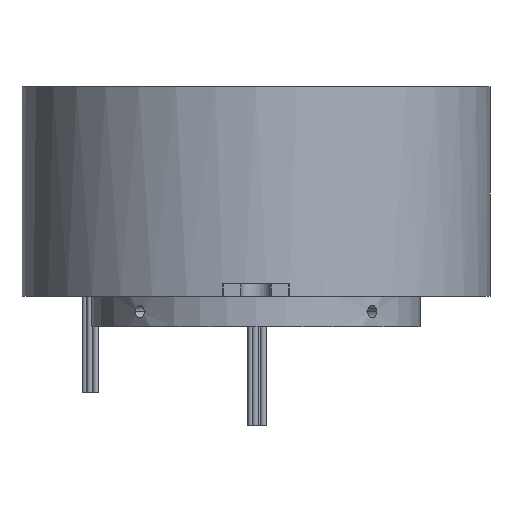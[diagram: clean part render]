
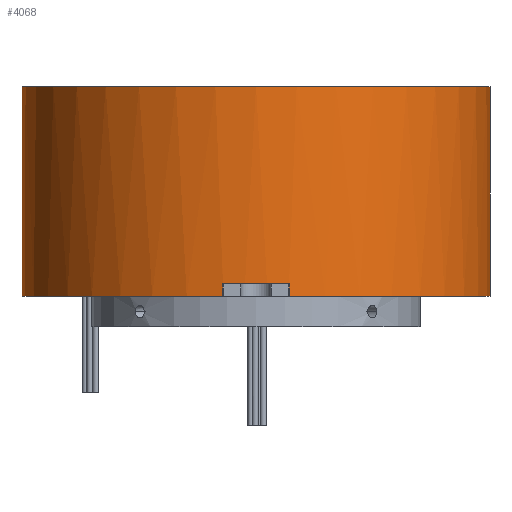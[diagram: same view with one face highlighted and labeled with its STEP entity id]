
A CAD part, front view. The second image highlights one B-rep face of the part: STEP entity #4068.
In plain terms, the highlighted cylindrical face has radius 92.5 mm (diameter 185 mm), a partial arc.
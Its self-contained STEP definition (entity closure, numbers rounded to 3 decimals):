
#160 = CARTESIAN_POINT ( 'NONE',  ( -92.5, 0., 12. ) ) ;
#161 = CARTESIAN_POINT ( 'NONE',  ( -13.1, -91.568, 12. ) ) ;
#214 = VERTEX_POINT ( 'NONE', #4198 ) ;
#458 = CARTESIAN_POINT ( 'NONE',  ( 0., 0., 12. ) ) ;
#464 = CARTESIAN_POINT ( 'NONE',  ( 92.5, 0., 95. ) ) ;
#568 = EDGE_CURVE ( 'NONE', #3798, #2331, #825, .T. ) ;
#676 = AXIS2_PLACEMENT_3D ( 'NONE', #458, #2935, #799 ) ;
#702 = DIRECTION ( 'NONE',  ( 0., 0., 1. ) ) ;
#703 = CARTESIAN_POINT ( 'NONE',  ( 0., 0., 95. ) ) ;
#769 = CARTESIAN_POINT ( 'NONE',  ( 0., 0., 95. ) ) ;
#771 = LINE ( 'NONE', #4346, #3509 ) ;
#799 = DIRECTION ( 'NONE',  ( 1., 0., 0. ) ) ;
#825 = LINE ( 'NONE', #1811, #930 ) ;
#908 = CIRCLE ( 'NONE', #2185, 92.5 ) ;
#930 = VECTOR ( 'NONE', #4292, 1000. ) ;
#965 = CARTESIAN_POINT ( 'NONE',  ( 92.5, 0., 12. ) ) ;
#987 = CARTESIAN_POINT ( 'NONE',  ( 13.1, -91.568, 17. ) ) ;
#1055 = CARTESIAN_POINT ( 'NONE',  ( -13.1, -91.568, 17. ) ) ;
#1056 = DIRECTION ( 'NONE',  ( 1., 0., 0. ) ) ;
#1106 = DIRECTION ( 'NONE',  ( -1., 0., 0. ) ) ;
#1111 = CARTESIAN_POINT ( 'NONE',  ( 0., 0., 17. ) ) ;
#1161 = CARTESIAN_POINT ( 'NONE',  ( 13.1, -91.568, 12. ) ) ;
#1216 = CARTESIAN_POINT ( 'NONE',  ( 0., 0., 17. ) ) ;
#1409 = ORIENTED_EDGE ( 'NONE', *, *, #3387, .T. ) ;
#1472 = DIRECTION ( 'NONE',  ( 1., 0., 0. ) ) ;
#1569 = DIRECTION ( 'NONE',  ( 1., 0., 0. ) ) ;
#1771 = ORIENTED_EDGE ( 'NONE', *, *, #3153, .F. ) ;
#1788 = DIRECTION ( 'NONE',  ( 0., 0., 1. ) ) ;
#1811 = CARTESIAN_POINT ( 'NONE',  ( 13.1, -91.568, 95. ) ) ;
#1832 = CYLINDRICAL_SURFACE ( 'NONE', #2963, 92.5 ) ;
#1940 = FACE_OUTER_BOUND ( 'NONE', #3086, .T. ) ;
#2037 = CIRCLE ( 'NONE', #4503, 92.5 ) ;
#2087 = VERTEX_POINT ( 'NONE', #464 ) ;
#2184 = DIRECTION ( 'NONE',  ( 0., 0., -1. ) ) ;
#2185 = AXIS2_PLACEMENT_3D ( 'NONE', #2833, #702, #3198 ) ;
#2234 = DIRECTION ( 'NONE',  ( 0., 0., -1. ) ) ;
#2263 = VECTOR ( 'NONE', #4500, 1000. ) ;
#2269 = CIRCLE ( 'NONE', #3015, 92.5 ) ;
#2318 = CIRCLE ( 'NONE', #4408, 92.5 ) ;
#2331 = VERTEX_POINT ( 'NONE', #1161 ) ;
#2413 = EDGE_CURVE ( 'NONE', #4248, #3528, #2705, .T. ) ;
#2607 = EDGE_CURVE ( 'NONE', #214, #2087, #2269, .T. ) ;
#2624 = ORIENTED_EDGE ( 'NONE', *, *, #3648, .T. ) ;
#2641 = DIRECTION ( 'NONE',  ( 0., 0., 1. ) ) ;
#2690 = VERTEX_POINT ( 'NONE', #4329 ) ;
#2705 = LINE ( 'NONE', #4403, #3656 ) ;
#2833 = CARTESIAN_POINT ( 'NONE',  ( 0., 0., 12. ) ) ;
#2935 = DIRECTION ( 'NONE',  ( 0., 0., 1. ) ) ;
#2963 = AXIS2_PLACEMENT_3D ( 'NONE', #769, #2184, #1106 ) ;
#3015 = AXIS2_PLACEMENT_3D ( 'NONE', #703, #3199, #1056 ) ;
#3086 = EDGE_LOOP ( 'NONE', ( #1771, #3872, #4239, #3444, #3643, #1409, #3451, #3541, #3507, #2624 ) ) ;
#3111 = CIRCLE ( 'NONE', #3841, 92.5 ) ;
#3153 = EDGE_CURVE ( 'NONE', #2087, #3780, #4362, .T. ) ;
#3198 = DIRECTION ( 'NONE',  ( 1., 0., 0. ) ) ;
#3199 = DIRECTION ( 'NONE',  ( 0., 0., 1. ) ) ;
#3206 = EDGE_CURVE ( 'NONE', #3360, #2690, #2037, .T. ) ;
#3360 = VERTEX_POINT ( 'NONE', #4027 ) ;
#3387 = EDGE_CURVE ( 'NONE', #3528, #3360, #2318, .T. ) ;
#3396 = VERTEX_POINT ( 'NONE', #160 ) ;
#3444 = ORIENTED_EDGE ( 'NONE', *, *, #3521, .T. ) ;
#3451 = ORIENTED_EDGE ( 'NONE', *, *, #3206, .T. ) ;
#3507 = ORIENTED_EDGE ( 'NONE', *, *, #568, .T. ) ;
#3509 = VECTOR ( 'NONE', #2234, 1000. ) ;
#3521 = EDGE_CURVE ( 'NONE', #3396, #4248, #908, .T. ) ;
#3528 = VERTEX_POINT ( 'NONE', #1055 ) ;
#3541 = ORIENTED_EDGE ( 'NONE', *, *, #4451, .T. ) ;
#3610 = DIRECTION ( 'NONE',  ( 0., 0., 1. ) ) ;
#3643 = ORIENTED_EDGE ( 'NONE', *, *, #2413, .T. ) ;
#3648 = EDGE_CURVE ( 'NONE', #2331, #3780, #4256, .T. ) ;
#3656 = VECTOR ( 'NONE', #2641, 1000. ) ;
#3706 = DIRECTION ( 'NONE',  ( 0., 0., 1. ) ) ;
#3780 = VERTEX_POINT ( 'NONE', #965 ) ;
#3798 = VERTEX_POINT ( 'NONE', #987 ) ;
#3841 = AXIS2_PLACEMENT_3D ( 'NONE', #1111, #3610, #1472 ) ;
#3872 = ORIENTED_EDGE ( 'NONE', *, *, #2607, .F. ) ;
#3920 = CARTESIAN_POINT ( 'NONE',  ( 0., 0., 17. ) ) ;
#4027 = CARTESIAN_POINT ( 'NONE',  ( -13., -91.582, 17. ) ) ;
#4068 = ADVANCED_FACE ( 'NONE', ( #1940 ), #1832, .T. ) ;
#4105 = EDGE_CURVE ( 'NONE', #214, #3396, #771, .T. ) ;
#4145 = CARTESIAN_POINT ( 'NONE',  ( 92.5, 0., 95. ) ) ;
#4198 = CARTESIAN_POINT ( 'NONE',  ( -92.5, 0., 95. ) ) ;
#4239 = ORIENTED_EDGE ( 'NONE', *, *, #4105, .T. ) ;
#4248 = VERTEX_POINT ( 'NONE', #161 ) ;
#4256 = CIRCLE ( 'NONE', #676, 92.5 ) ;
#4266 = DIRECTION ( 'NONE',  ( 1., 0., 0. ) ) ;
#4292 = DIRECTION ( 'NONE',  ( 0., 0., -1. ) ) ;
#4329 = CARTESIAN_POINT ( 'NONE',  ( 13., -91.582, 17. ) ) ;
#4346 = CARTESIAN_POINT ( 'NONE',  ( -92.5, 0., 95. ) ) ;
#4362 = LINE ( 'NONE', #4145, #2263 ) ;
#4403 = CARTESIAN_POINT ( 'NONE',  ( -13.1, -91.568, 95. ) ) ;
#4408 = AXIS2_PLACEMENT_3D ( 'NONE', #1216, #3706, #1569 ) ;
#4451 = EDGE_CURVE ( 'NONE', #2690, #3798, #3111, .T. ) ;
#4500 = DIRECTION ( 'NONE',  ( 0., 0., -1. ) ) ;
#4503 = AXIS2_PLACEMENT_3D ( 'NONE', #3920, #1788, #4266 ) ;
